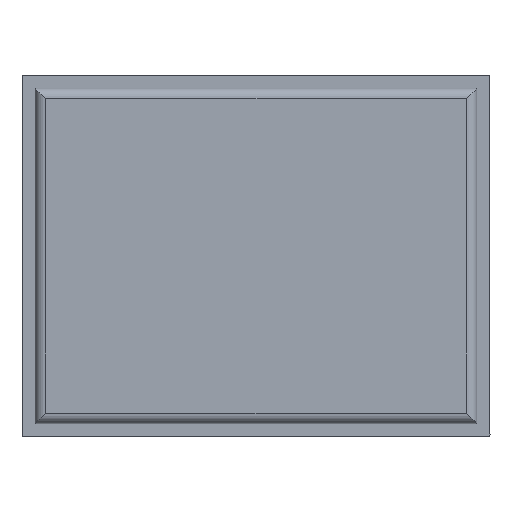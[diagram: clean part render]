
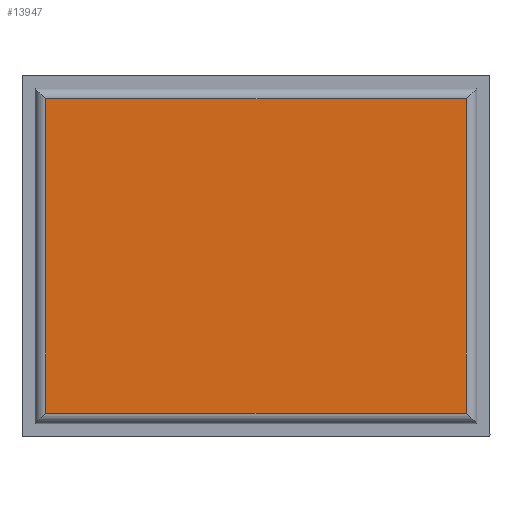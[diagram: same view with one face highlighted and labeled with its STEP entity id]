
A CAD part, top view. The second image highlights one B-rep face of the part: STEP entity #13947.
In plain terms, the highlighted planar face has unit normal (0, 0, 1).
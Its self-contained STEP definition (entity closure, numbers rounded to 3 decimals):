
#1016=PLANE('',#14734);
#1787=LINE('',#19893,#3595);
#1869=LINE('',#20059,#3677);
#1870=LINE('',#20063,#3678);
#2108=LINE('',#20545,#3916);
#3595=VECTOR('',#15638,19.771);
#3677=VECTOR('',#15732,14.771);
#3678=VECTOR('',#15737,19.771);
#3916=VECTOR('',#16305,14.771);
#5414=FACE_OUTER_BOUND('',#6157,.T.);
#6157=EDGE_LOOP('',(#11198,#11199,#11200,#11201));
#7085=VERTEX_POINT('',#19890);
#7086=VERTEX_POINT('',#19892);
#7164=VERTEX_POINT('',#20057);
#7165=VERTEX_POINT('',#20061);
#8378=EDGE_CURVE('',#7085,#7086,#1787,.T.);
#8462=EDGE_CURVE('',#7164,#7085,#1869,.T.);
#8464=EDGE_CURVE('',#7165,#7164,#1870,.T.);
#8703=EDGE_CURVE('',#7086,#7165,#2108,.T.);
#11198=ORIENTED_EDGE('',*,*,#8378,.F.);
#11199=ORIENTED_EDGE('',*,*,#8462,.F.);
#11200=ORIENTED_EDGE('',*,*,#8464,.F.);
#11201=ORIENTED_EDGE('',*,*,#8703,.F.);
#13947=ADVANCED_FACE('',(#5414),#1016,.T.);
#14734=AXIS2_PLACEMENT_3D('',#20546,#16306,#16307);
#15638=DIRECTION('',(1.,0.,0.));
#15732=DIRECTION('',(0.,1.,0.));
#15737=DIRECTION('',(-1.,0.,0.));
#16305=DIRECTION('',(0.,-1.,0.));
#16306=DIRECTION('center_axis',(0.,0.,
1.));
#16307=DIRECTION('ref_axis',(1.,0.,0.));
#19890=CARTESIAN_POINT('',(-9.886,7.386,2.2));
#19892=CARTESIAN_POINT('',(9.886,7.386,2.2));
#19893=CARTESIAN_POINT('',(-9.886,7.386,2.2));
#20057=CARTESIAN_POINT('',(-9.886,-7.386,2.2));
#20059=CARTESIAN_POINT('',(-9.886,-7.386,2.2));
#20061=CARTESIAN_POINT('',(9.886,-7.386,2.2));
#20063=CARTESIAN_POINT('',(9.886,-7.386,2.2));
#20545=CARTESIAN_POINT('',(9.886,7.386,2.2));
#20546=CARTESIAN_POINT('Origin',(0.,0.,
2.2));
